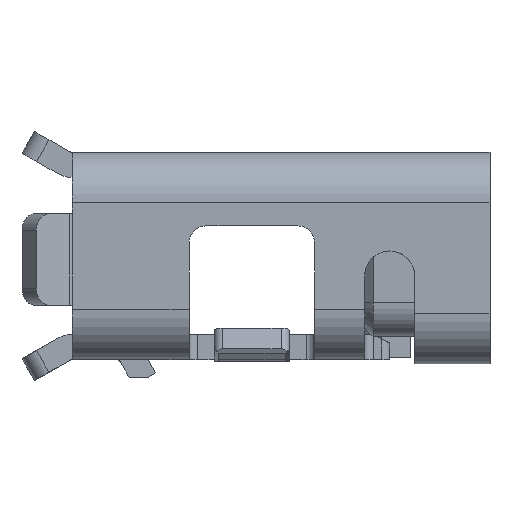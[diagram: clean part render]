
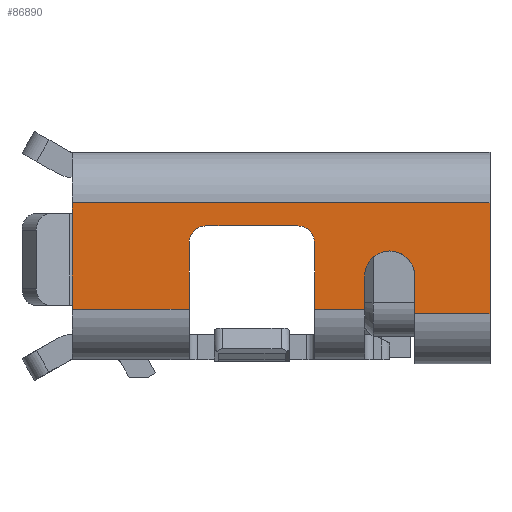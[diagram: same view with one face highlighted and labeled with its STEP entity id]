
A CAD part, left-side view. The second image highlights one B-rep face of the part: STEP entity #86890.
In plain terms, the highlighted planar face has unit normal (-1, 0, 0).
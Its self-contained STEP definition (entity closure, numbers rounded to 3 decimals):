
#8030=CARTESIAN_POINT('',(-3.75,2.36,0.65));
#8040=VERTEX_POINT('',#8030);
#8070=CARTESIAN_POINT('',(-3.75,-1.484,0.65));
#8080=DIRECTION('',(0.,-1.,0.));
#8090=VECTOR('',#8080,1.);
#8100=LINE('',#8070,#8090);
#8110=CARTESIAN_POINT('',(-3.75,0.96,0.65));
#8120=VERTEX_POINT('',#8110);
#8130=EDGE_CURVE('',#8040,#8120,#8100,.T.);
#35430=CARTESIAN_POINT('',(-3.75,-0.54,0.65));
#35440=VERTEX_POINT('',#35430);
#35470=CARTESIAN_POINT('',(-3.75,-1.14,0.65));
#35480=VERTEX_POINT('',#35470);
#35490=EDGE_CURVE('',#35440,#35480,#8100,.T.);
#35710=CARTESIAN_POINT('',(-3.75,2.36,1.93));
#35720=VERTEX_POINT('',#35710);
#35900=CARTESIAN_POINT('',(-3.75,-2.64,1.93));
#35910=VERTEX_POINT('',#35900);
#35940=CARTESIAN_POINT('',(-3.75,0.86,1.93));
#35950=DIRECTION('',(0.,1.,0.));
#35960=VECTOR('',#35950,1.);
#35970=LINE('',#35940,#35960);
#35980=EDGE_CURVE('',#35910,#35720,#35970,.T.);
#46210=CARTESIAN_POINT('',(-3.75,2.36,2.28));
#46220=DIRECTION('',(0.,0.,1.));
#46230=VECTOR('',#46220,1.);
#46240=LINE('',#46210,#46230);
#46250=CARTESIAN_POINT('',(-3.75,2.36,1.8));
#46260=VERTEX_POINT('',#46250);
#46270=EDGE_CURVE('',#46260,#35720,#46240,.T.);
#53520=CARTESIAN_POINT('',(-3.75,0.96,1.45));
#53530=VERTEX_POINT('',#53520);
#53870=CARTESIAN_POINT('',(-3.75,0.96,2.28));
#53880=DIRECTION('',(0.,0.,1.));
#53890=VECTOR('',#53880,1.);
#53900=LINE('',#53870,#53890);
#53910=EDGE_CURVE('',#8120,#53530,#53900,.T.);
#54680=CARTESIAN_POINT('',(-3.75,2.36,0.7));
#54690=VERTEX_POINT('',#54680);
#54720=CARTESIAN_POINT('',(-3.75,2.36,2.28));
#54730=DIRECTION('',(0.,0.,1.));
#54740=VECTOR('',#54730,1.);
#54750=LINE('',#54720,#54740);
#54760=EDGE_CURVE('',#8040,#54690,#54750,.T.);
#56180=CARTESIAN_POINT('',(-3.75,0.76,1.45));
#56190=DIRECTION('',(-1.,0.,0.));
#56200=DIRECTION('',(0.,1.,0.));
#56210=AXIS2_PLACEMENT_3D('',#56180,#56190,#56200);
#56220=CIRCLE('',#56210,0.2);
#56230=CARTESIAN_POINT('',(-3.75,0.76,1.65));
#56240=VERTEX_POINT('',#56230);
#56250=EDGE_CURVE('',#56240,#53530,#56220,.T.);
#57830=CARTESIAN_POINT('',(-3.75,2.36,0.7));
#57840=DIRECTION('',(0.,0.,1.));
#57850=VECTOR('',#57840,1.);
#57860=LINE('',#57830,#57850);
#57870=EDGE_CURVE('',#54690,#46260,#57860,.T.);
#58660=CARTESIAN_POINT('',(-3.78,-1.74,1.05));
#58670=CARTESIAN_POINT('',(-3.66,-1.74,1.05));
#58680=CARTESIAN_POINT('',(-3.54,-1.74,1.05));
#58690=CARTESIAN_POINT('',(-3.42,-1.74,1.05));
#58700=CARTESIAN_POINT('',(-3.78,-1.74,1.226));
#58710=CARTESIAN_POINT('',(-3.66,-1.74,1.226));
#58720=CARTESIAN_POINT('',(-3.54,-1.74,1.226));
#58730=CARTESIAN_POINT('',(-3.42,-1.74,1.226));
#58740=CARTESIAN_POINT('',(-3.78,-1.616,1.35));
#58750=CARTESIAN_POINT('',(-3.66,-1.616,1.35));
#58760=CARTESIAN_POINT('',(-3.54,-1.616,1.35));
#58770=CARTESIAN_POINT('',(-3.42,-1.616,1.35));
#58780=CARTESIAN_POINT('',(-3.78,-1.44,1.35));
#58790=CARTESIAN_POINT('',(-3.66,-1.44,1.35));
#58800=CARTESIAN_POINT('',(-3.54,-1.44,1.35));
#58810=CARTESIAN_POINT('',(-3.42,-1.44,1.35));
#58820=(BOUNDED_SURFACE() B_SPLINE_SURFACE(3,3,((#58660,#58700,#58740,
#58780),(#58670,#58710,#58750,#58790),(#58680,#58720,#58760,#58800),(
#58690,#58730,#58770,#58810)),.UNSPECIFIED.,.F.,.F.,.F.) 
B_SPLINE_SURFACE_WITH_KNOTS((4,4),(4,4),(-1.754,
-1.394),(0.,1.571),.UNSPECIFIED.) 
GEOMETRIC_REPRESENTATION_ITEM() RATIONAL_B_SPLINE_SURFACE(((1.,
0.805,0.805,1.),(1.,0.805,
0.805,1.),(1.,0.805,0.805,1.),(1.,
0.805,0.805,1.))) REPRESENTATION_ITEM('') 
SURFACE());
#59730=CARTESIAN_POINT('',(-3.75,-0.54,1.45));
#59740=VERTEX_POINT('',#59730);
#59770=CARTESIAN_POINT('',(-3.75,-0.54,2.28));
#59780=DIRECTION('',(0.,0.,-1.));
#59790=VECTOR('',#59780,1.);
#59800=LINE('',#59770,#59790);
#59810=EDGE_CURVE('',#59740,#35440,#59800,.T.);
#60780=CARTESIAN_POINT('',(-3.75,-0.34,1.45));
#60790=DIRECTION('',(1.,0.,0.));
#60800=DIRECTION('',(0.,-1.,0.));
#60810=AXIS2_PLACEMENT_3D('',#60780,#60790,#60800);
#60820=CIRCLE('',#60810,0.2);
#60830=CARTESIAN_POINT('',(-3.75,-0.34,1.65));
#60840=VERTEX_POINT('',#60830);
#60850=EDGE_CURVE('',#60840,#59740,#60820,.T.);
#75980=CARTESIAN_POINT('',(-3.75,-1.484,1.65));
#75990=DIRECTION('',(0.,1.,0.));
#76000=VECTOR('',#75990,1.);
#76010=LINE('',#75980,#76000);
#76020=EDGE_CURVE('',#60840,#56240,#76010,.T.);
#82150=CARTESIAN_POINT('',(-3.75,-1.14,2.28));
#82160=DIRECTION('',(0.,0.,1.));
#82170=VECTOR('',#82160,1.);
#82180=LINE('',#82150,#82170);
#82190=CARTESIAN_POINT('',(-3.75,-1.14,1.05));
#82200=VERTEX_POINT('',#82190);
#82210=EDGE_CURVE('',#35480,#82200,#82180,.T.);
#85840=CARTESIAN_POINT('',(-3.75,2.36,1.13));
#85850=DIRECTION('',(1.,0.,0.));
#85860=DIRECTION('',(0.,0.,1.));
#85870=AXIS2_PLACEMENT_3D('',#85840,#85850,#85860);
#85880=PLANE('',#85870);
#85890=CARTESIAN_POINT('',(-3.75,-1.484,0.6));
#85900=DIRECTION('',(0.,1.,0.));
#85910=VECTOR('',#85900,1.);
#85920=LINE('',#85890,#85910);
#85930=CARTESIAN_POINT('',(-3.75,-2.64,0.6));
#85940=VERTEX_POINT('',#85930);
#85950=CARTESIAN_POINT('',(-3.75,-1.74,0.6));
#85960=VERTEX_POINT('',#85950);
#85970=EDGE_CURVE('',#85940,#85960,#85920,.T.);
#85980=ORIENTED_EDGE('',*,*,#85970,.F.);
#85990=CARTESIAN_POINT('',(-3.75,-1.74,0.3));
#86000=DIRECTION('',(0.,0.,-1.));
#86010=VECTOR('',#86000,1.);
#86020=LINE('',#85990,#86010);
#86030=CARTESIAN_POINT('',(-3.75,-1.74,1.05));
#86040=VERTEX_POINT('',#86030);
#86050=EDGE_CURVE('',#86040,#85960,#86020,.T.);
#86060=ORIENTED_EDGE('',*,*,#86050,.T.);
#86070=CARTESIAN_POINT('',(-3.75,-1.74,1.05));
#86080=CARTESIAN_POINT('',(-3.75,-1.74,1.06));
#86090=CARTESIAN_POINT('',(-3.75,-1.74,1.07));
#86100=CARTESIAN_POINT('',(-3.75,-1.739,1.079));
#86110=CARTESIAN_POINT('',(-3.75,-1.738,1.089));
#86120=CARTESIAN_POINT('',(-3.75,-1.736,1.099));
#86130=CARTESIAN_POINT('',(-3.75,-1.734,1.109));
#86140=CARTESIAN_POINT('',(-3.75,-1.732,1.118));
#86150=CARTESIAN_POINT('',(-3.75,-1.73,1.128));
#86160=CARTESIAN_POINT('',(-3.75,-1.727,1.137));
#86170=CARTESIAN_POINT('',(-3.75,-1.724,1.147));
#86180=CARTESIAN_POINT('',(-3.75,-1.721,1.156));
#86190=CARTESIAN_POINT('',(-3.75,-1.717,1.165));
#86200=CARTESIAN_POINT('',(-3.75,-1.713,1.174));
#86210=CARTESIAN_POINT('',(-3.75,-1.709,1.183));
#86220=CARTESIAN_POINT('',(-3.75,-1.705,1.191));
#86230=CARTESIAN_POINT('',(-3.75,-1.7,1.2));
#86240=CARTESIAN_POINT('',(-3.75,-1.695,1.208));
#86250=CARTESIAN_POINT('',(-3.75,-1.689,1.217));
#86260=CARTESIAN_POINT('',(-3.75,-1.684,1.225));
#86270=CARTESIAN_POINT('',(-3.75,-1.678,1.233));
#86280=CARTESIAN_POINT('',(-3.75,-1.672,1.24));
#86290=CARTESIAN_POINT('',(-3.75,-1.666,1.248));
#86300=CARTESIAN_POINT('',(-3.75,-1.659,1.255));
#86310=CARTESIAN_POINT('',(-3.75,-1.652,1.262));
#86320=CARTESIAN_POINT('',(-3.75,-1.645,1.269));
#86330=CARTESIAN_POINT('',(-3.75,-1.638,1.276));
#86340=CARTESIAN_POINT('',(-3.75,-1.63,1.282));
#86350=CARTESIAN_POINT('',(-3.75,-1.623,1.288));
#86360=CARTESIAN_POINT('',(-3.75,-1.615,1.294));
#86370=CARTESIAN_POINT('',(-3.75,-1.607,1.299));
#86380=CARTESIAN_POINT('',(-3.75,-1.598,1.305));
#86390=CARTESIAN_POINT('',(-3.75,-1.59,1.31));
#86400=CARTESIAN_POINT('',(-3.75,-1.581,1.315));
#86410=CARTESIAN_POINT('',(-3.75,-1.573,1.319));
#86420=CARTESIAN_POINT('',(-3.75,-1.564,1.323));
#86430=CARTESIAN_POINT('',(-3.75,-1.555,1.327));
#86440=CARTESIAN_POINT('',(-3.75,-1.546,1.331));
#86450=CARTESIAN_POINT('',(-3.75,-1.537,1.334));
#86460=CARTESIAN_POINT('',(-3.75,-1.527,1.337));
#86470=CARTESIAN_POINT('',(-3.75,-1.518,1.34));
#86480=CARTESIAN_POINT('',(-3.75,-1.508,1.342));
#86490=CARTESIAN_POINT('',(-3.75,-1.499,1.344));
#86500=CARTESIAN_POINT('',(-3.75,-1.489,1.346));
#86510=CARTESIAN_POINT('',(-3.75,-1.479,1.348));
#86520=CARTESIAN_POINT('',(-3.75,-1.469,1.349));
#86530=CARTESIAN_POINT('',(-3.75,-1.46,1.35));
#86540=CARTESIAN_POINT('',(-3.75,-1.45,1.35));
#86550=CARTESIAN_POINT('',(-3.75,-1.44,1.35));
#86560=B_SPLINE_CURVE_WITH_KNOTS('',3,(#86070,#86080,#86090,#86100,
#86110,#86120,#86130,#86140,#86150,#86160,#86170,#86180,#86190,#86200,
#86210,#86220,#86230,#86240,#86250,#86260,#86270,#86280,#86290,#86300,
#86310,#86320,#86330,#86340,#86350,#86360,#86370,#86380,#86390,#86400,
#86410,#86420,#86430,#86440,#86450,#86460,#86470,#86480,#86490,#86500,
#86510,#86520,#86530,#86540,#86550),.UNSPECIFIED.,.F.,.F.,(4,3,3,3,3,3,3
,3,3,3,3,3,3,3,3,3,4),(0.,0.029,0.059,
0.088,0.118,0.147,0.177
,0.206,0.236,0.265,0.295
,0.324,0.353,0.383,0.412
,0.442,0.471),.UNSPECIFIED.);
#86570=SURFACE_CURVE('',#86560,(#85880,#58820),.CURVE_3D.);
#86580=CARTESIAN_POINT('',(-3.75,-1.44,1.35));
#86590=VERTEX_POINT('',#86580);
#86600=EDGE_CURVE('',#86040,#86590,#86570,.T.);
#86610=ORIENTED_EDGE('',*,*,#86600,.F.);
#86620=CARTESIAN_POINT('',(-3.75,-1.44,1.05));
#86630=DIRECTION('',(-1.,0.,0.));
#86640=DIRECTION('',(0.,1.,0.));
#86650=AXIS2_PLACEMENT_3D('',#86620,#86630,#86640);
#86660=CIRCLE('',#86650,0.3);
#86670=EDGE_CURVE('',#86590,#82200,#86660,.T.);
#86680=ORIENTED_EDGE('',*,*,#86670,.F.);
#86690=ORIENTED_EDGE('',*,*,#82210,.T.);
#86700=ORIENTED_EDGE('',*,*,#35490,.T.);
#86710=ORIENTED_EDGE('',*,*,#59810,.T.);
#86720=ORIENTED_EDGE('',*,*,#60850,.T.);
#86730=ORIENTED_EDGE('',*,*,#76020,.F.);
#86740=ORIENTED_EDGE('',*,*,#56250,.F.);
#86750=ORIENTED_EDGE('',*,*,#53910,.T.);
#86760=ORIENTED_EDGE('',*,*,#8130,.T.);
#86770=ORIENTED_EDGE('',*,*,#54760,.F.);
#86780=ORIENTED_EDGE('',*,*,#57870,.F.);
#86790=ORIENTED_EDGE('',*,*,#46270,.F.);
#86800=ORIENTED_EDGE('',*,*,#35980,.T.);
#86810=CARTESIAN_POINT('',(-3.75,-2.64,0.3));
#86820=DIRECTION('',(0.,0.,1.));
#86830=VECTOR('',#86820,1.);
#86840=LINE('',#86810,#86830);
#86850=EDGE_CURVE('',#85940,#35910,#86840,.T.);
#86860=ORIENTED_EDGE('',*,*,#86850,.T.);
#86870=EDGE_LOOP('',(#86860,#86800,#86790,#86780,#86770,#86760,#86750,
#86740,#86730,#86720,#86710,#86700,#86690,#86680,#86610,#86060,#85980));
#86880=FACE_OUTER_BOUND('',#86870,.T.);
#86890=ADVANCED_FACE('',(#86880),#85880,.F.);
